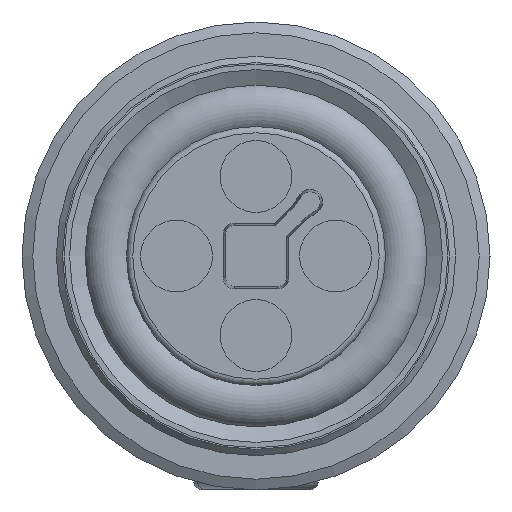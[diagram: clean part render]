
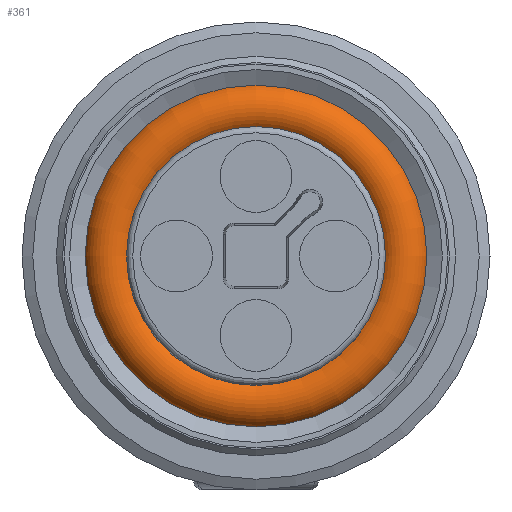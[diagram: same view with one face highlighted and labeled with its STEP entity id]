
A CAD part, left-side view. The second image highlights one B-rep face of the part: STEP entity #361.
In plain terms, the highlighted toroidal (fillet/blend) face has major radius 4.7 mm and minor radius 0.85 mm.
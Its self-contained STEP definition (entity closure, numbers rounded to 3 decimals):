
#96=TOROIDAL_SURFACE('',#2858,4.7,0.85);
#190=FACE_BOUND('',#747,.T.);
#191=FACE_BOUND('',#748,.T.);
#361=ADVANCED_FACE('',(#190,#191),#96,.T.);
#747=EDGE_LOOP('',(#1417));
#748=EDGE_LOOP('',(#1418));
#1417=ORIENTED_EDGE('',*,*,#2122,.F.);
#1418=ORIENTED_EDGE('',*,*,#2123,.T.);
#1789=VERTEX_POINT('',#6733);
#1790=VERTEX_POINT('',#6735);
#2122=EDGE_CURVE('',#1789,#1789,#2585,.T.);
#2123=EDGE_CURVE('',#1790,#1790,#2586,.T.);
#2585=CIRCLE('',#2856,4.15);
#2586=CIRCLE('',#2857,5.475);
#2856=AXIS2_PLACEMENT_3D('',#6732,#3468,#3469);
#2857=AXIS2_PLACEMENT_3D('',#6734,#3470,#3471);
#2858=AXIS2_PLACEMENT_3D('',#6736,#3472,#3473);
#3468=DIRECTION('',(-1.,0.,0.));
#3469=DIRECTION('',(0.,0.,1.));
#3470=DIRECTION('',(-1.,0.,0.));
#3471=DIRECTION('',(0.,0.,-1.));
#3472=DIRECTION('',(-1.,0.,0.));
#3473=DIRECTION('',(0.,0.,-1.));
#6732=CARTESIAN_POINT('',(45.552,50.,0.));
#6733=CARTESIAN_POINT('',(45.552,50.,4.15));
#6734=CARTESIAN_POINT('',(45.851,50.,0.));
#6735=CARTESIAN_POINT('',(45.851,50.,-5.475));
#6736=CARTESIAN_POINT('',(46.2,50.,0.));
